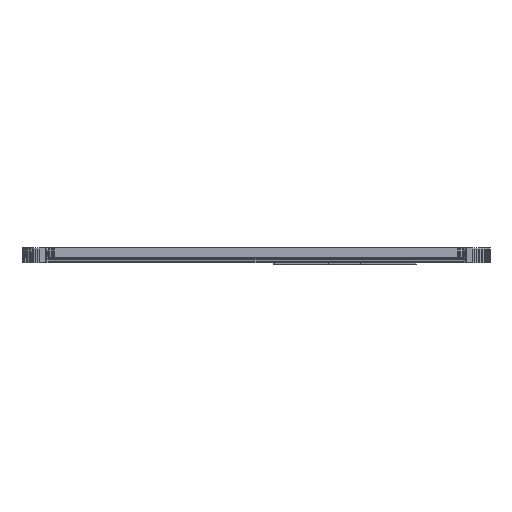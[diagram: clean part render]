
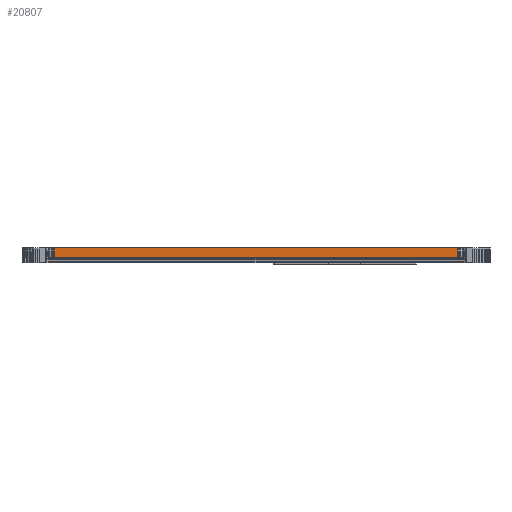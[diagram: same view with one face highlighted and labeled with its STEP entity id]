
A CAD part, front view. The second image highlights one B-rep face of the part: STEP entity #20807.
In plain terms, the highlighted planar face has unit normal (0, -1, 0).
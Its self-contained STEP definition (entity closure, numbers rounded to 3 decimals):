
#398 = VERTEX_POINT('',#399);
#399 = CARTESIAN_POINT('',(-23.3,-18.477,
    1.855));
#405 = EDGE_CURVE('',#406,#398,#408,.T.);
#406 = VERTEX_POINT('',#407);
#407 = CARTESIAN_POINT('',(23.3,-18.477,
    1.855));
#408 = LINE('',#409,#410);
#409 = CARTESIAN_POINT('',(23.3,-18.477,
    1.855));
#410 = VECTOR('',#411,1.);
#411 = DIRECTION('',(-1.,0.,0.));
#20740 = EDGE_CURVE('',#406,#20741,#20743,.T.);
#20741 = VERTEX_POINT('',#20742);
#20742 = CARTESIAN_POINT('',(23.3,-18.477,
    0.8));
#20743 = LINE('',#20744,#20745);
#20744 = CARTESIAN_POINT('',(23.3,-18.477,
    1.855));
#20745 = VECTOR('',#20746,1.);
#20746 = DIRECTION('',(0.,0.,-1.));
#20807 = ADVANCED_FACE('',(#20808),#20826,.T.);
#20808 = FACE_BOUND('',#20809,.T.);
#20809 = EDGE_LOOP('',(#20810,#20811,#20812,#20820));
#20810 = ORIENTED_EDGE('',*,*,#20740,.F.);
#20811 = ORIENTED_EDGE('',*,*,#405,.T.);
#20812 = ORIENTED_EDGE('',*,*,#20813,.F.);
#20813 = EDGE_CURVE('',#20814,#398,#20816,.T.);
#20814 = VERTEX_POINT('',#20815);
#20815 = CARTESIAN_POINT('',(-23.3,-18.477,
    0.8));
#20816 = LINE('',#20817,#20818);
#20817 = CARTESIAN_POINT('',(-23.3,-18.477,
    0.8));
#20818 = VECTOR('',#20819,1.);
#20819 = DIRECTION('',(0.,0.,1.));
#20820 = ORIENTED_EDGE('',*,*,#20821,.T.);
#20821 = EDGE_CURVE('',#20814,#20741,#20822,.T.);
#20822 = LINE('',#20823,#20824);
#20823 = CARTESIAN_POINT('',(-23.3,-18.477,
    0.8));
#20824 = VECTOR('',#20825,1.);
#20825 = DIRECTION('',(1.,0.,0.));
#20826 = PLANE('',#20827);
#20827 = AXIS2_PLACEMENT_3D('',#20828,#20829,#20830);
#20828 = CARTESIAN_POINT('',(0.,-18.477,1.327));
#20829 = DIRECTION('',(-0.,-1.,-0.));
#20830 = DIRECTION('',(0.,0.,-1.));
